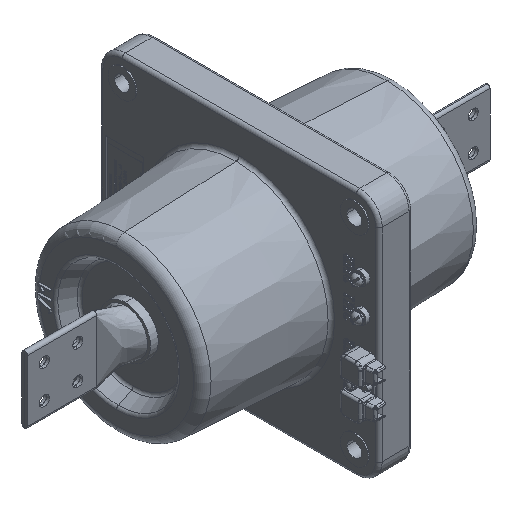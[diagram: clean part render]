
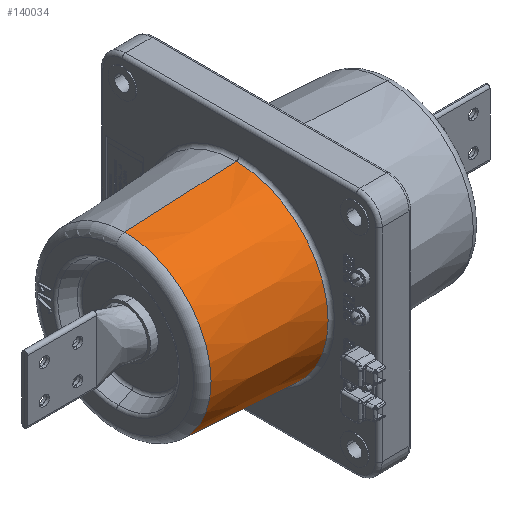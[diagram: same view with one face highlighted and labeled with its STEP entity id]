
A CAD part, isometric view. The second image highlights one B-rep face of the part: STEP entity #140034.
In plain terms, the highlighted conical face has half-angle 3 degrees and reference radius 83.351 mm.
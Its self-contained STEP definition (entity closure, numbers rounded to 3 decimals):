
#2081 = EDGE_CURVE ( 'NONE', #89733, #89735, #92108, .T. ) ;
#6598 = AXIS2_PLACEMENT_3D ( 'NONE', #11391, #11396, #11399 ) ;
#11391 = CARTESIAN_POINT ( 'NONE',  ( -117.419, 0., 0. ) ) ;
#11396 = DIRECTION ( 'NONE',  ( 1., 0., 0. ) ) ;
#11399 = DIRECTION ( 'NONE',  ( 0., 0., -1. ) ) ;
#11861 = ORIENTED_EDGE ( 'NONE', *, *, #84203, .F. ) ;
#12325 = ORIENTED_EDGE ( 'NONE', *, *, #64622, .T. ) ;
#12587 = ORIENTED_EDGE ( 'NONE', *, *, #84213, .T. ) ;
#36076 = AXIS2_PLACEMENT_3D ( 'NONE', #77850, #77855, #77854 ) ;
#45813 = CIRCLE ( 'NONE', #65444, 82.416 ) ;
#64435 = VECTOR ( 'NONE', #132953, 1000. ) ;
#64437 = VECTOR ( 'NONE', #132964, 1000. ) ;
#64439 = LINE ( 'NONE', #132962, #64437 ) ;
#64442 = LINE ( 'NONE', #132936, #64435 ) ;
#64622 = EDGE_CURVE ( 'NONE', #89684, #89682, #45813, .T. ) ;
#65444 = AXIS2_PLACEMENT_3D ( 'NONE', #86413, #86418, #86420 ) ;
#77850 = CARTESIAN_POINT ( 'NONE',  ( 0., 0., 0. ) ) ;
#77854 = DIRECTION ( 'NONE',  ( 0., 0., -1. ) ) ;
#77855 = DIRECTION ( 'NONE',  ( 1., 0., 0. ) ) ;
#82733 = CONICAL_SURFACE ( 'NONE', #36076, 83.351, 0.052 ) ;
#82757 = FACE_OUTER_BOUND ( 'NONE', #94514, .T. ) ;
#84203 = EDGE_CURVE ( 'NONE', #89733, #89682, #64442, .T. ) ;
#84213 = EDGE_CURVE ( 'NONE', #89735, #89684, #64439, .T. ) ;
#86413 = CARTESIAN_POINT ( 'NONE',  ( -17.843, 0., 0. ) ) ;
#86418 = DIRECTION ( 'NONE',  ( -1., 0., 0. ) ) ;
#86420 = DIRECTION ( 'NONE',  ( 0., 0., 1. ) ) ;
#88905 = ORIENTED_EDGE ( 'NONE', *, *, #2081, .T. ) ;
#89682 = VERTEX_POINT ( 'NONE', #126082 ) ;
#89684 = VERTEX_POINT ( 'NONE', #126062 ) ;
#89733 = VERTEX_POINT ( 'NONE', #126136 ) ;
#89735 = VERTEX_POINT ( 'NONE', #126130 ) ;
#92108 = CIRCLE ( 'NONE', #6598, 77.197 ) ;
#94514 = EDGE_LOOP ( 'NONE', ( #11861, #88905, #12587, #12325 ) ) ;
#126062 = CARTESIAN_POINT ( 'NONE',  ( -17.843, 0., -82.416 ) ) ;
#126082 = CARTESIAN_POINT ( 'NONE',  ( -17.843, 0., 82.416 ) ) ;
#126130 = CARTESIAN_POINT ( 'NONE',  ( -117.419, 0., -77.197 ) ) ;
#126136 = CARTESIAN_POINT ( 'NONE',  ( -117.419, 0., 77.197 ) ) ;
#132936 = CARTESIAN_POINT ( 'NONE',  ( 0., 0., 83.351 ) ) ;
#132953 = DIRECTION ( 'NONE',  ( 0.999, 0., 0.052 ) ) ;
#132962 = CARTESIAN_POINT ( 'NONE',  ( 0., 0., -83.351 ) ) ;
#132964 = DIRECTION ( 'NONE',  ( 0.999, 0., -0.052 ) ) ;
#140034 = ADVANCED_FACE ( 'NONE', ( #82757 ), #82733, .T. ) ;
